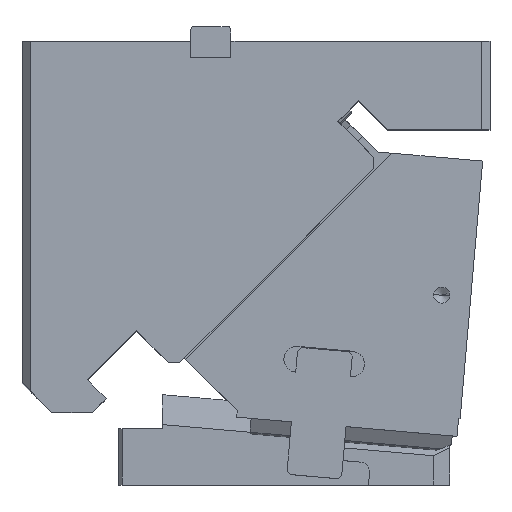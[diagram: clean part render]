
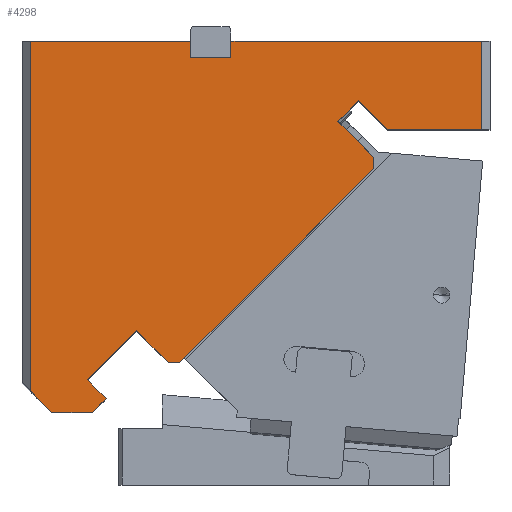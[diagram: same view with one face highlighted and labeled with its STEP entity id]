
A CAD part, top view. The second image highlights one B-rep face of the part: STEP entity #4298.
In plain terms, the highlighted planar face has unit normal (0, 0, 1).
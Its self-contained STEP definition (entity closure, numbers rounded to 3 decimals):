
#63=CARTESIAN_POINT('Vertex',(-192.19,-39.175,55.)) ;
#91=CARTESIAN_POINT('Vertex',(-71.982,81.033,55.)) ;
#94=CARTESIAN_POINT('Line Origine',(-132.086,20.929,55.)) ;
#124=CARTESIAN_POINT('Vertex',(-71.982,88.104,55.)) ;
#127=CARTESIAN_POINT('Line Origine',(-71.982,84.569,55.)) ;
#152=CARTESIAN_POINT('Line Origine',(-195.725,-39.175,55.)) ;
#156=CARTESIAN_POINT('Vertex',(-199.261,-39.175,55.)) ;
#305=CARTESIAN_POINT('Vertex',(-271.674,-70.,55.)) ;
#308=CARTESIAN_POINT('Line Origine',(-278.337,-63.337,55.)) ;
#312=CARTESIAN_POINT('Vertex',(-285.,-56.674,55.)) ;
#480=CARTESIAN_POINT('Vertex',(-246.349,-70.,55.)) ;
#483=CARTESIAN_POINT('Line Origine',(-259.011,-70.,55.)) ;
#625=CARTESIAN_POINT('Vertex',(-285.,160.,55.)) ;
#628=CARTESIAN_POINT('Line Origine',(-285.,51.663,55.)) ;
#808=CARTESIAN_POINT('Vertex',(-237.798,-61.449,55.)) ;
#811=CARTESIAN_POINT('Line Origine',(-242.074,-65.724,55.)) ;
#925=CARTESIAN_POINT('Line Origine',(-87.892,116.742,55.)) ;
#929=CARTESIAN_POINT('Vertex',(-94.256,110.378,55.)) ;
#931=CARTESIAN_POINT('Vertex',(-81.528,123.106,55.)) ;
#1029=CARTESIAN_POINT('Line Origine',(-72.475,114.053,55.)) ;
#1033=CARTESIAN_POINT('Vertex',(-63.422,105.,55.)) ;
#1073=CARTESIAN_POINT('Vertex',(-5.,105.,55.)) ;
#1076=CARTESIAN_POINT('Line Origine',(-34.211,105.,55.)) ;
#1289=CARTESIAN_POINT('Vertex',(-160.5,160.,55.)) ;
#1292=CARTESIAN_POINT('Line Origine',(-82.75,160.,55.)) ;
#1296=CARTESIAN_POINT('Vertex',(-5.,160.,55.)) ;
#1570=CARTESIAN_POINT('Line Origine',(-235.25,160.,55.)) ;
#1574=CARTESIAN_POINT('Vertex',(-185.5,160.,55.)) ;
#1700=CARTESIAN_POINT('Vertex',(-249.457,-49.79,55.)) ;
#1703=CARTESIAN_POINT('Line Origine',(-243.628,-55.619,55.)) ;
#1741=CARTESIAN_POINT('Line Origine',(-5.,132.5,55.)) ;
#1764=CARTESIAN_POINT('Vertex',(-160.5,150.,55.)) ;
#1767=CARTESIAN_POINT('Line Origine',(-160.5,155.,55.)) ;
#1785=CARTESIAN_POINT('Vertex',(-185.5,150.,55.)) ;
#1788=CARTESIAN_POINT('Line Origine',(-173.,150.,55.)) ;
#1810=CARTESIAN_POINT('Line Origine',(-185.5,155.,55.)) ;
#4254=CARTESIAN_POINT('Axis2P3D Location',(0.,160.,55.)) ;
#4259=CARTESIAN_POINT('Line Origine',(-83.119,99.241,55.)) ;
#4264=CARTESIAN_POINT('Line Origine',(-234.255,-34.587,55.)) ;
#4268=CARTESIAN_POINT('Vertex',(-219.052,-19.384,55.)) ;
#4271=CARTESIAN_POINT('Line Origine',(-209.156,-29.28,55.)) ;
#95=DIRECTION('Vector Direction',(0.707,0.707,0.)) ;
#128=DIRECTION('Vector Direction',(0.,1.,0.)) ;
#153=DIRECTION('Vector Direction',(1.,0.,0.)) ;
#309=DIRECTION('Vector Direction',(0.707,-0.707,0.)) ;
#484=DIRECTION('Vector Direction',(1.,0.,0.)) ;
#629=DIRECTION('Vector Direction',(0.,-1.,0.)) ;
#812=DIRECTION('Vector Direction',(-0.707,-0.707,0.)) ;
#926=DIRECTION('Vector Direction',(0.707,0.707,0.)) ;
#1030=DIRECTION('Vector Direction',(0.707,-0.707,0.)) ;
#1077=DIRECTION('Vector Direction',(1.,0.,0.)) ;
#1293=DIRECTION('Vector Direction',(-1.,0.,0.)) ;
#1571=DIRECTION('Vector Direction',(-1.,0.,0.)) ;
#1704=DIRECTION('Vector Direction',(-0.707,0.707,0.)) ;
#1742=DIRECTION('Vector Direction',(0.,1.,0.)) ;
#1768=DIRECTION('Vector Direction',(0.,1.,0.)) ;
#1789=DIRECTION('Vector Direction',(1.,0.,0.)) ;
#1811=DIRECTION('Vector Direction',(0.,1.,0.)) ;
#4255=DIRECTION('Axis2P3D Direction',(0.,0.,1.)) ;
#4256=DIRECTION('Axis2P3D XDirection',(1.,0.,0.)) ;
#4260=DIRECTION('Vector Direction',(-0.707,0.707,0.)) ;
#4265=DIRECTION('Vector Direction',(-0.707,-0.707,0.)) ;
#4272=DIRECTION('Vector Direction',(-0.707,0.707,0.)) ;
#4257=AXIS2_PLACEMENT_3D('Plane Axis2P3D',#4254,#4255,#4256) ;
#4277=ORIENTED_EDGE('',*,*,#158,.T.) ;
#4278=ORIENTED_EDGE('',*,*,#98,.T.) ;
#4279=ORIENTED_EDGE('',*,*,#131,.T.) ;
#4280=ORIENTED_EDGE('',*,*,#4263,.T.) ;
#4281=ORIENTED_EDGE('',*,*,#933,.T.) ;
#4282=ORIENTED_EDGE('',*,*,#1035,.T.) ;
#4283=ORIENTED_EDGE('',*,*,#1080,.T.) ;
#4284=ORIENTED_EDGE('',*,*,#1745,.T.) ;
#4285=ORIENTED_EDGE('',*,*,#1298,.T.) ;
#4286=ORIENTED_EDGE('',*,*,#1771,.F.) ;
#4287=ORIENTED_EDGE('',*,*,#1792,.F.) ;
#4288=ORIENTED_EDGE('',*,*,#1814,.T.) ;
#4289=ORIENTED_EDGE('',*,*,#1576,.T.) ;
#4290=ORIENTED_EDGE('',*,*,#632,.T.) ;
#4291=ORIENTED_EDGE('',*,*,#314,.T.) ;
#4292=ORIENTED_EDGE('',*,*,#487,.T.) ;
#4293=ORIENTED_EDGE('',*,*,#815,.F.) ;
#4294=ORIENTED_EDGE('',*,*,#1707,.T.) ;
#4295=ORIENTED_EDGE('',*,*,#4270,.F.) ;
#4296=ORIENTED_EDGE('',*,*,#4275,.T.) ;
#96=VECTOR('Line Direction',#95,1.) ;
#129=VECTOR('Line Direction',#128,1.) ;
#154=VECTOR('Line Direction',#153,1.) ;
#310=VECTOR('Line Direction',#309,1.) ;
#485=VECTOR('Line Direction',#484,1.) ;
#630=VECTOR('Line Direction',#629,1.) ;
#813=VECTOR('Line Direction',#812,1.) ;
#927=VECTOR('Line Direction',#926,1.) ;
#1031=VECTOR('Line Direction',#1030,1.) ;
#1078=VECTOR('Line Direction',#1077,1.) ;
#1294=VECTOR('Line Direction',#1293,1.) ;
#1572=VECTOR('Line Direction',#1571,1.) ;
#1705=VECTOR('Line Direction',#1704,1.) ;
#1743=VECTOR('Line Direction',#1742,1.) ;
#1769=VECTOR('Line Direction',#1768,1.) ;
#1790=VECTOR('Line Direction',#1789,1.) ;
#1812=VECTOR('Line Direction',#1811,1.) ;
#4261=VECTOR('Line Direction',#4260,1.) ;
#4266=VECTOR('Line Direction',#4265,1.) ;
#4273=VECTOR('Line Direction',#4272,1.) ;
#4298=ADVANCED_FACE('CAM HOLDER',(#4297),#4258,.T.) ;
#98=EDGE_CURVE('',#64,#92,#97,.T.) ;
#131=EDGE_CURVE('',#92,#125,#130,.T.) ;
#158=EDGE_CURVE('',#157,#64,#155,.T.) ;
#314=EDGE_CURVE('',#313,#306,#311,.T.) ;
#487=EDGE_CURVE('',#306,#481,#486,.T.) ;
#632=EDGE_CURVE('',#626,#313,#631,.T.) ;
#815=EDGE_CURVE('',#809,#481,#814,.T.) ;
#933=EDGE_CURVE('',#930,#932,#928,.T.) ;
#1035=EDGE_CURVE('',#932,#1034,#1032,.T.) ;
#1080=EDGE_CURVE('',#1034,#1074,#1079,.T.) ;
#1298=EDGE_CURVE('',#1297,#1290,#1295,.T.) ;
#1576=EDGE_CURVE('',#1575,#626,#1573,.T.) ;
#1707=EDGE_CURVE('',#809,#1701,#1706,.T.) ;
#1745=EDGE_CURVE('',#1074,#1297,#1744,.T.) ;
#1771=EDGE_CURVE('',#1765,#1290,#1770,.T.) ;
#1792=EDGE_CURVE('',#1786,#1765,#1791,.T.) ;
#1814=EDGE_CURVE('',#1786,#1575,#1813,.T.) ;
#4263=EDGE_CURVE('',#125,#930,#4262,.T.) ;
#4270=EDGE_CURVE('',#4269,#1701,#4267,.T.) ;
#4275=EDGE_CURVE('',#4269,#157,#4274,.F.) ;
#4276=EDGE_LOOP('',(#4277,#4278,#4279,#4280,#4281,#4282,#4283,#4284,#4285,#4286,#4287,#4288,#4289,#4290,#4291,#4292,#4293,#4294,#4295,#4296)) ;
#4297=FACE_OUTER_BOUND('',#4276,.T.) ;
#97=LINE('Line',#94,#96) ;
#130=LINE('Line',#127,#129) ;
#155=LINE('Line',#152,#154) ;
#311=LINE('Line',#308,#310) ;
#486=LINE('Line',#483,#485) ;
#631=LINE('Line',#628,#630) ;
#814=LINE('Line',#811,#813) ;
#928=LINE('Line',#925,#927) ;
#1032=LINE('Line',#1029,#1031) ;
#1079=LINE('Line',#1076,#1078) ;
#1295=LINE('Line',#1292,#1294) ;
#1573=LINE('Line',#1570,#1572) ;
#1706=LINE('Line',#1703,#1705) ;
#1744=LINE('Line',#1741,#1743) ;
#1770=LINE('Line',#1767,#1769) ;
#1791=LINE('Line',#1788,#1790) ;
#1813=LINE('Line',#1810,#1812) ;
#4262=LINE('Line',#4259,#4261) ;
#4267=LINE('Line',#4264,#4266) ;
#4274=LINE('Line',#4271,#4273) ;
#4258=PLANE('Plane',#4257) ;
#64=VERTEX_POINT('',#63) ;
#92=VERTEX_POINT('',#91) ;
#125=VERTEX_POINT('',#124) ;
#157=VERTEX_POINT('',#156) ;
#306=VERTEX_POINT('',#305) ;
#313=VERTEX_POINT('',#312) ;
#481=VERTEX_POINT('',#480) ;
#626=VERTEX_POINT('',#625) ;
#809=VERTEX_POINT('',#808) ;
#930=VERTEX_POINT('',#929) ;
#932=VERTEX_POINT('',#931) ;
#1034=VERTEX_POINT('',#1033) ;
#1074=VERTEX_POINT('',#1073) ;
#1290=VERTEX_POINT('',#1289) ;
#1297=VERTEX_POINT('',#1296) ;
#1575=VERTEX_POINT('',#1574) ;
#1701=VERTEX_POINT('',#1700) ;
#1765=VERTEX_POINT('',#1764) ;
#1786=VERTEX_POINT('',#1785) ;
#4269=VERTEX_POINT('',#4268) ;
